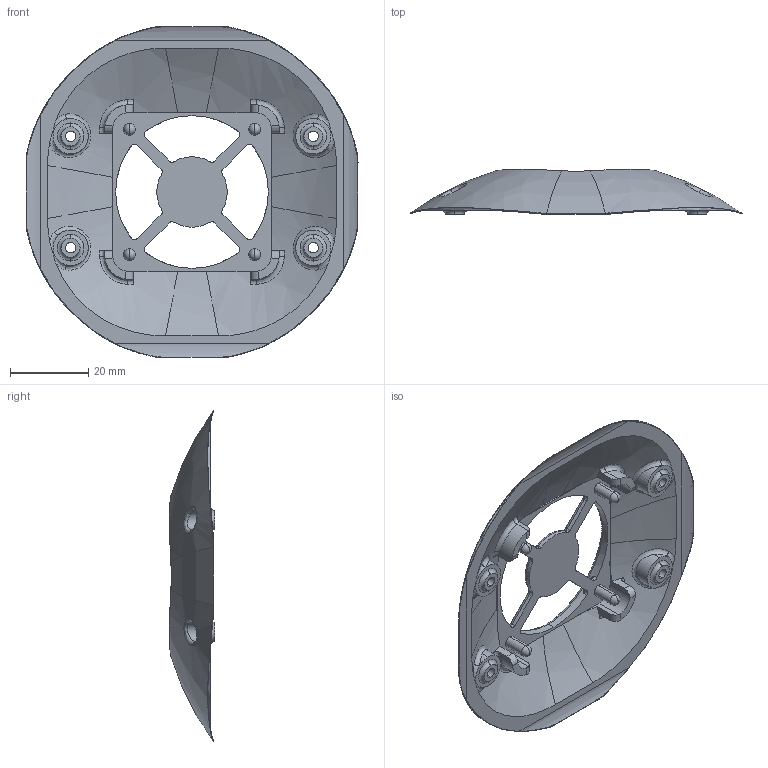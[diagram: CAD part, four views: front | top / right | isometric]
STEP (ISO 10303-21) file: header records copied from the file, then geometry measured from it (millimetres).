
FILE_DESCRIPTION (( 'STEP AP214' ), '1' );
FILE_NAME ('FanHolderv3.STEP', '2018-05-16T11:36:24', ( '' ), ( '' ), 'SwSTEP 2.0', 'SolidWorks 2016', '' );
FILE_SCHEMA (( 'AUTOMOTIVE_DESIGN' ));
Length unit declared in the file: millimetre
Products named in the file (2): FanHolderv3
Bounding box: 84.81 x 11.53 x 84.55 mm (x, y, z)
Volume: 13182.8 mm3; surface area: 12876.4 mm2
Topology: 1 solids, 1 shells, 291 faces, 759 edges, 463 vertices
Faces by surface type: cylinder 111, bspline 80, plane 55, torus 37, sphere 8
Entity records: 14565 total; most frequent: CARTESIAN_POINT 8066, ORIENTED_EDGE 1470, DIRECTION 1221, EDGE_CURVE 735, AXIS2_PLACEMENT_3D 521, VERTEX_POINT 455, EDGE_LOOP 316, CIRCLE 308
